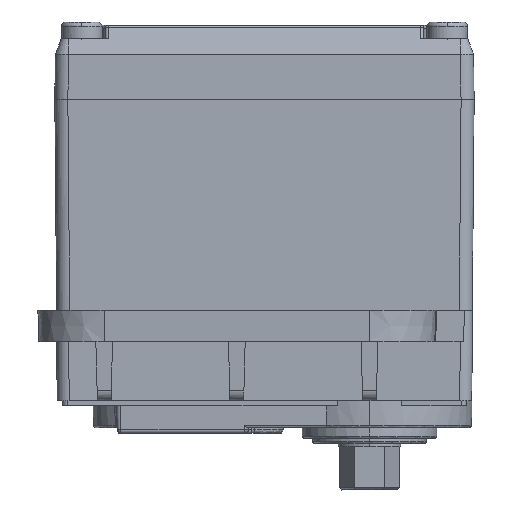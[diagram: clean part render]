
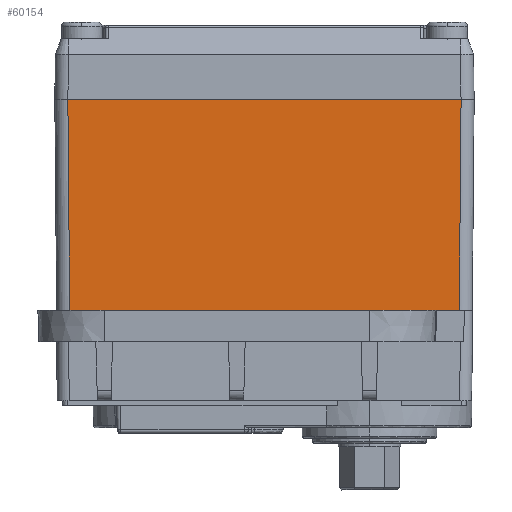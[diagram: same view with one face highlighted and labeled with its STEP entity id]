
A CAD part, left-side view. The second image highlights one B-rep face of the part: STEP entity #60154.
In plain terms, the highlighted planar face has unit normal (-1, 0, -0.009).
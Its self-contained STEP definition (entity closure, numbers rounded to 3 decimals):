
#140 = EDGE_CURVE ( 'NONE', #16267, #41433, #61517, .T. ) ;
#955 = ORIENTED_EDGE ( 'NONE', *, *, #38240, .T. ) ;
#1513 = VERTEX_POINT ( 'NONE', #60895 ) ;
#1770 = ORIENTED_EDGE ( 'NONE', *, *, #59052, .T. ) ;
#3987 = LINE ( 'NONE', #57879, #27847 ) ;
#4510 = VERTEX_POINT ( 'NONE', #54700 ) ;
#7564 = ORIENTED_EDGE ( 'NONE', *, *, #140, .T. ) ;
#8322 = CARTESIAN_POINT ( 'NONE',  ( -9.9, 20.854, -26.65 ) ) ;
#9576 = DIRECTION ( 'NONE',  ( -0.009, -0.009, 1. ) ) ;
#12116 = LINE ( 'NONE', #41310, #42317 ) ;
#12240 = CARTESIAN_POINT ( 'NONE',  ( -10.076, -18.826, -6.5 ) ) ;
#12529 = DIRECTION ( 'NONE',  ( -0.009, 0., 1. ) ) ;
#15001 = CARTESIAN_POINT ( 'NONE',  ( -9.9, -18.65, -26.7 ) ) ;
#15498 = DIRECTION ( 'NONE',  ( 0.009, -0.009, -1. ) ) ;
#16267 = VERTEX_POINT ( 'NONE', #12240 ) ;
#22382 = EDGE_LOOP ( 'NONE', ( #7564, #955, #59405, #1770 ) ) ;
#26591 = DIRECTION ( 'NONE',  ( 0., 1., 0. ) ) ;
#27847 = VECTOR ( 'NONE', #15498, 1000. ) ;
#30913 = AXIS2_PLACEMENT_3D ( 'NONE', #8322, #51018, #12529 ) ;
#32195 = EDGE_CURVE ( 'NONE', #1513, #4510, #12116, .T. ) ;
#35911 = CARTESIAN_POINT ( 'NONE',  ( -10.076, 0., -6.5 ) ) ;
#36520 = DIRECTION ( 'NONE',  ( 0., 1., 0. ) ) ;
#37536 = PLANE ( 'NONE',  #30913 ) ;
#38240 = EDGE_CURVE ( 'NONE', #41433, #4510, #3987, .T. ) ;
#38919 = CARTESIAN_POINT ( 'NONE',  ( -10.076, 18.826, -6.5 ) ) ;
#40121 = VECTOR ( 'NONE', #9576, 1000. ) ;
#41310 = CARTESIAN_POINT ( 'NONE',  ( -9.9, 0., -26.7 ) ) ;
#41433 = VERTEX_POINT ( 'NONE', #38919 ) ;
#42317 = VECTOR ( 'NONE', #36520, 1000. ) ;
#48883 = VECTOR ( 'NONE', #26591, 1000. ) ;
#51018 = DIRECTION ( 'NONE',  ( -1., 0., -0.009 ) ) ;
#54700 = CARTESIAN_POINT ( 'NONE',  ( -9.9, 18.65, -26.7 ) ) ;
#56456 = FACE_OUTER_BOUND ( 'NONE', #22382, .T. ) ;
#57879 = CARTESIAN_POINT ( 'NONE',  ( -10.076, 18.826, -6.5 ) ) ;
#59052 = EDGE_CURVE ( 'NONE', #1513, #16267, #63436, .T. ) ;
#59405 = ORIENTED_EDGE ( 'NONE', *, *, #32195, .F. ) ;
#60154 = ADVANCED_FACE ( 'NONE', ( #56456 ), #37536, .T. ) ;
#60895 = CARTESIAN_POINT ( 'NONE',  ( -9.9, -18.65, -26.7 ) ) ;
#61517 = LINE ( 'NONE', #35911, #48883 ) ;
#63436 = LINE ( 'NONE', #15001, #40121 ) ;
